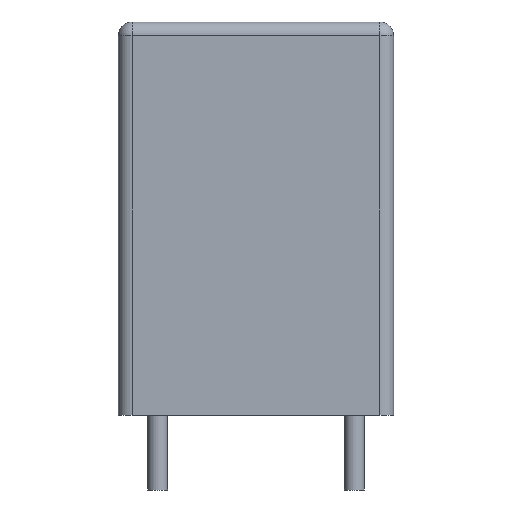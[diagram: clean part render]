
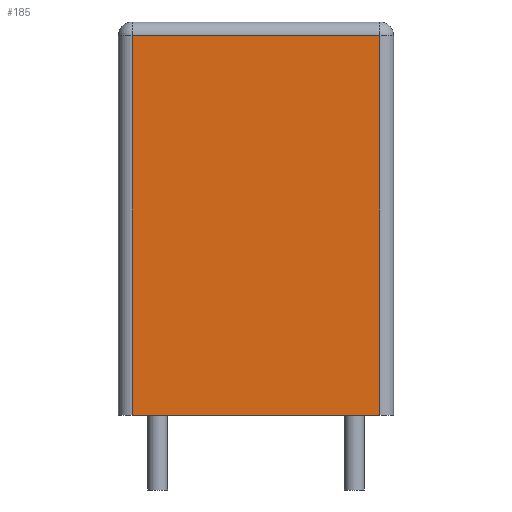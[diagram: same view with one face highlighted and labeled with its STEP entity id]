
A CAD part, front view. The second image highlights one B-rep face of the part: STEP entity #185.
In plain terms, the highlighted planar face has unit normal (0, -1, 0).
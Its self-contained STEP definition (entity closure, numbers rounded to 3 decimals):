
#12=DIRECTION('',(0.,0.,1.));
#26=VECTOR('',#12,1.);
#32=CARTESIAN_POINT('',(-1.,-1.75,0.));
#34=DIRECTION('',(0.,1.,0.));
#47=DIRECTION('',(1.,0.,0.));
#53=VERTEX_POINT('',#54);
#54=CARTESIAN_POINT('',(-0.65,-1.75,0.));
#60=ORIENTED_EDGE('',*,*,#61,.T.);
#61=EDGE_CURVE('',#53,#62,#64,.T.);
#62=VERTEX_POINT('',#63);
#63=CARTESIAN_POINT('',(-0.65,-1.75,9.65));
#64=LINE('',#54,#26);
#101=EDGE_CURVE('',#53,#102,#104,.T.);
#102=VERTEX_POINT('',#103);
#103=CARTESIAN_POINT('',(5.65,-1.75,0.));
#104=LINE('',#32,#105);
#105=VECTOR('',#47,1.);
#185=ADVANCED_FACE('',(#186),#197,.F.);
#186=FACE_BOUND('',#187,.F.);
#187=EDGE_LOOP('',(#60,#188,#193,#196));
#188=ORIENTED_EDGE('',*,*,#189,.T.);
#189=EDGE_CURVE('',#62,#190,#192,.T.);
#190=VERTEX_POINT('',#191);
#191=CARTESIAN_POINT('',(5.65,-1.75,9.65));
#192=LINE('',#63,#105);
#193=ORIENTED_EDGE('',*,*,#194,.F.);
#194=EDGE_CURVE('',#102,#190,#195,.T.);
#195=LINE('',#103,#26);
#196=ORIENTED_EDGE('',*,*,#101,.F.);
#197=PLANE('',#198);
#198=AXIS2_PLACEMENT_3D('',#32,#34,#12);
